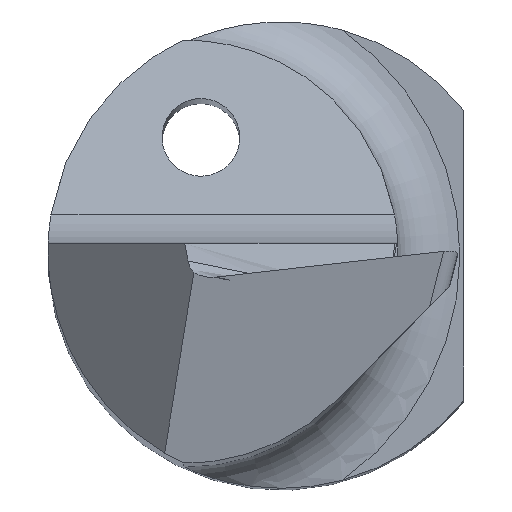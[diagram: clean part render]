
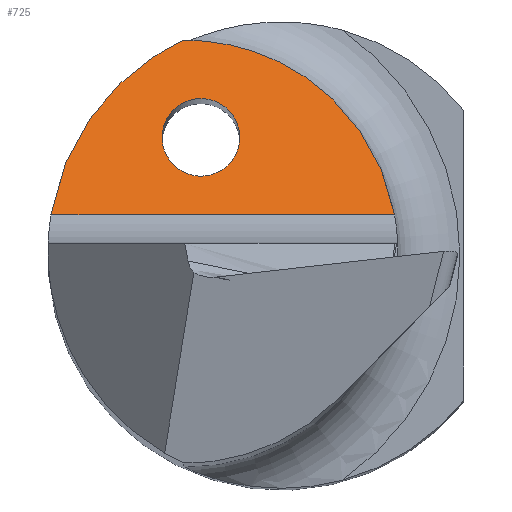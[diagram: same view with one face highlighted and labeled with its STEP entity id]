
A CAD part, top view. The second image highlights one B-rep face of the part: STEP entity #725.
In plain terms, the highlighted planar face has unit normal (0, 0.766, 0.643).
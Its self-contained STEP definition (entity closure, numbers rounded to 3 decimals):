
#16 = PLANE ( 'NONE',  #775 ) ;
#27 = CARTESIAN_POINT ( 'NONE',  ( -1.255, 2.725, 37. ) ) ;
#63 = EDGE_CURVE ( 'NONE', #166, #633, #93, .T. ) ;
#93 = LINE ( 'NONE', #362, #504 ) ;
#110 = CARTESIAN_POINT ( 'NONE',  ( -1.032, 1.974, 37.894 ) ) ;
#166 = VERTEX_POINT ( 'NONE', #433 ) ;
#179 = CARTESIAN_POINT ( 'NONE',  ( -2.032, 0.974, 39.086 ) ) ;
#230 = FACE_OUTER_BOUND ( 'NONE', #559, .T. ) ;
#231 = CARTESIAN_POINT ( 'NONE',  ( 0.141, 2.74, 36.982 ) ) ;
#238 = EDGE_CURVE ( 'NONE', #633, #690, #845, .T. ) ;
#240 = CARTESIAN_POINT ( 'NONE',  ( -0.032, 1.974, 37.894 ) ) ;
#259 = CARTESIAN_POINT ( 'NONE',  ( -1.032, 0.974, 39.086 ) ) ;
#318 =( BOUNDED_CURVE ( )  B_SPLINE_CURVE ( 3, ( #455, #377, #179, #259, #711, #240, #756 ),
 .UNSPECIFIED., .T., .F. ) 
 B_SPLINE_CURVE_WITH_KNOTS ( ( 4, 3, 4 ),
 ( 0., 3.142, 6.283 ),
 .UNSPECIFIED. ) 
 CURVE ( )  GEOMETRIC_REPRESENTATION_ITEM ( )  RATIONAL_B_SPLINE_CURVE ( ( 1., 0.333, 0.333, 1., 0.333, 0.333, 1. ) ) 
 REPRESENTATION_ITEM ( '' )  );
#362 = CARTESIAN_POINT ( 'NONE',  ( -3., 0.474, 39.682 ) ) ;
#372 = CARTESIAN_POINT ( 'NONE',  ( -1.255, 2.725, 37. ) ) ;
#373 = DIRECTION ( 'NONE',  ( 1., 0., 0. ) ) ;
#377 = CARTESIAN_POINT ( 'NONE',  ( -2.032, 1.974, 37.894 ) ) ;
#433 = CARTESIAN_POINT ( 'NONE',  ( -2.962, 0.474, 39.682 ) ) ;
#455 = CARTESIAN_POINT ( 'NONE',  ( -1.032, 1.974, 37.894 ) ) ;
#456 = EDGE_CURVE ( 'NONE', #166, #690, #457, .T. ) ;
#457 =( BOUNDED_CURVE ( )  B_SPLINE_CURVE ( 3, ( #849, #647, #582, #372 ),
 .UNSPECIFIED., .F., .F. ) 
 B_SPLINE_CURVE_WITH_KNOTS ( ( 4, 4 ),
 ( 4.871, 5.852 ),
 .UNSPECIFIED. ) 
 CURVE ( )  GEOMETRIC_REPRESENTATION_ITEM ( )  RATIONAL_B_SPLINE_CURVE ( ( 1., 0.921, 0.921, 1. ) ) 
 REPRESENTATION_ITEM ( '' )  );
#481 = FACE_BOUND ( 'NONE', #769, .T. ) ;
#485 = ORIENTED_EDGE ( 'NONE', *, *, #63, .T. ) ;
#487 = DIRECTION ( 'NONE',  ( 0., -0.766, -0.643 ) ) ;
#493 = ORIENTED_EDGE ( 'NONE', *, *, #238, .T. ) ;
#500 = DIRECTION ( 'NONE',  ( 0., 0.643, -0.766 ) ) ;
#504 = VECTOR ( 'NONE', #373, 1000. ) ;
#519 = EDGE_CURVE ( 'NONE', #696, #696, #318, .T. ) ;
#551 = CARTESIAN_POINT ( 'NONE',  ( 1.458, 0.474, 39.682 ) ) ;
#559 = EDGE_LOOP ( 'NONE', ( #485, #493, #788 ) ) ;
#582 = CARTESIAN_POINT ( 'NONE',  ( -2.183, 2.297, 37.51 ) ) ;
#608 = ORIENTED_EDGE ( 'NONE', *, *, #519, .F. ) ;
#633 = VERTEX_POINT ( 'NONE', #735 ) ;
#647 = CARTESIAN_POINT ( 'NONE',  ( -2.801, 1.483, 38.48 ) ) ;
#671 = CARTESIAN_POINT ( 'NONE',  ( -1.255, 2.725, 37. ) ) ;
#690 = VERTEX_POINT ( 'NONE', #27 ) ;
#692 = CARTESIAN_POINT ( 'NONE',  ( -3., 0.474, 39.682 ) ) ;
#696 = VERTEX_POINT ( 'NONE', #110 ) ;
#711 = CARTESIAN_POINT ( 'NONE',  ( -0.032, 0.974, 39.086 ) ) ;
#725 = ADVANCED_FACE ( 'NONE', ( #481, #230 ), #16, .F. ) ;
#735 = CARTESIAN_POINT ( 'NONE',  ( 1.458, 0.474, 39.682 ) ) ;
#739 = CARTESIAN_POINT ( 'NONE',  ( 1.215, 1.849, 38.044 ) ) ;
#756 = CARTESIAN_POINT ( 'NONE',  ( -1.032, 1.974, 37.894 ) ) ;
#769 = EDGE_LOOP ( 'NONE', ( #608 ) ) ;
#775 = AXIS2_PLACEMENT_3D ( 'NONE', #692, #487, #500 ) ;
#788 = ORIENTED_EDGE ( 'NONE', *, *, #456, .F. ) ;
#845 =( BOUNDED_CURVE ( )  B_SPLINE_CURVE ( 3, ( #551, #739, #231, #671 ),
 .UNSPECIFIED., .F., .F. ) 
 B_SPLINE_CURVE_WITH_KNOTS ( ( 4, 4 ),
 ( 4.887, 6.294 ),
 .UNSPECIFIED. ) 
 CURVE ( )  GEOMETRIC_REPRESENTATION_ITEM ( )  RATIONAL_B_SPLINE_CURVE ( ( 1., 0.842, 0.842, 1. ) ) 
 REPRESENTATION_ITEM ( '' )  );
#849 = CARTESIAN_POINT ( 'NONE',  ( -2.962, 0.474, 39.682 ) ) ;
